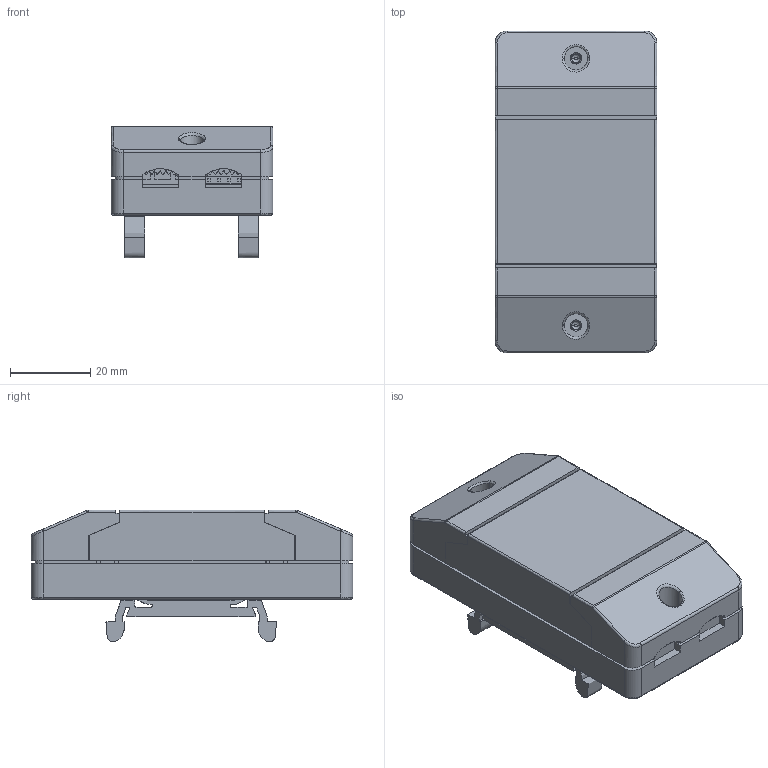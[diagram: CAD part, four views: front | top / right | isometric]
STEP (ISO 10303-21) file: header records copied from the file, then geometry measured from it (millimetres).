
FILE_DESCRIPTION(/* description */ (''),/* implementation_level */ '2;1');
FILE_NAME(/* name */ 'SMS14U',/* time_stamp */ '2022-03-02T11:15:36+01:00',/* author */ (''),/* organization */ (''),/* preprocessor_version */ 'ST-DEVELOPER v16.5',/* originating_system */ 'Rhino 7.15',/* authorisation */ '');
FILE_SCHEMA (('AUTOMOTIVE_DESIGN'));
Length unit declared in the file: millimetre
Products named in the file (1): Document
Bounding box: 40.2 x 79.98 x 32.72 mm (x, y, z)
Volume: 13432.2 mm3; surface area: 31484.8 mm2
Topology: 15 solids, 17 shells, 811 faces, 2197 edges, 1433 vertices
Faces by surface type: plane 529, cylinder 148, bspline 134
Entity records: 35369 total; most frequent: CARTESIAN_POINT 20977, ORIENTED_EDGE 4232, EDGE_CURVE 2196, B_SPLINE_CURVE_WITH_KNOTS 1689, VERTEX_POINT 1431, EDGE_LOOP 870, ADVANCED_FACE 811, FACE_OUTER_BOUND 811
